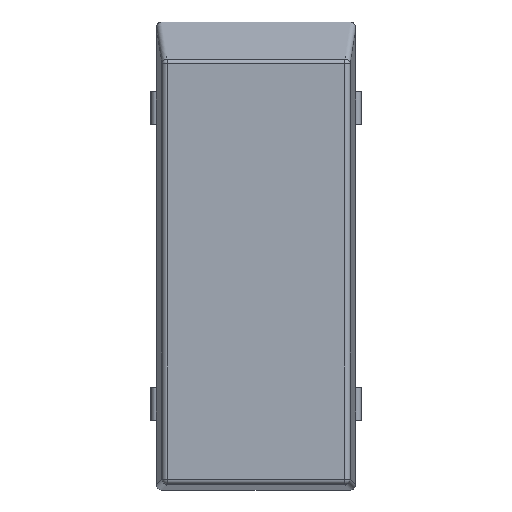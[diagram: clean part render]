
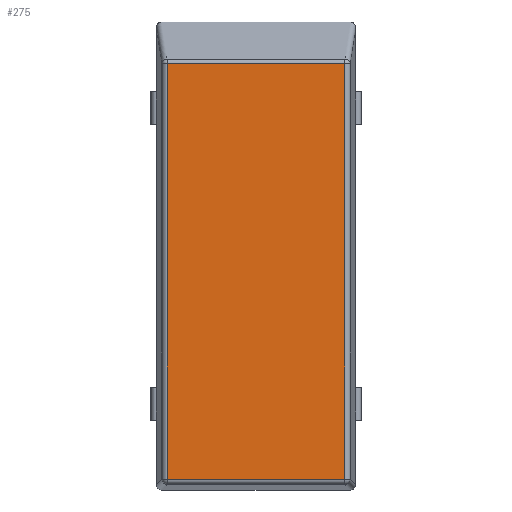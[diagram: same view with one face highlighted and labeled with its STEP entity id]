
A CAD part, top view. The second image highlights one B-rep face of the part: STEP entity #275.
In plain terms, the highlighted planar face has unit normal (0, 0, 1).
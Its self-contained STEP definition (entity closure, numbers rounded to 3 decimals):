
#49 = DIRECTION ( 'NONE',  ( 1., 0., 0. ) ) ;
#132 = VERTEX_POINT ( 'NONE', #3481 ) ;
#204 = EDGE_CURVE ( 'NONE', #3198, #622, #2805, .T. ) ;
#275 = ADVANCED_FACE ( 'NONE', ( #2751 ), #1090, .T. ) ;
#315 = EDGE_CURVE ( 'NONE', #132, #3198, #2835, .T. ) ;
#327 = DIRECTION ( 'NONE',  ( 0., -1., 0. ) ) ;
#351 = VERTEX_POINT ( 'NONE', #1540 ) ;
#622 = VERTEX_POINT ( 'NONE', #1270 ) ;
#629 = CARTESIAN_POINT ( 'NONE',  ( 0., 0., 2.5 ) ) ;
#885 = CARTESIAN_POINT ( 'NONE',  ( 1.649, 0., 2.5 ) ) ;
#1090 = PLANE ( 'NONE',  #3461 ) ;
#1270 = CARTESIAN_POINT ( 'NONE',  ( 1.649, -4.149, 2.5 ) ) ;
#1317 = VECTOR ( 'NONE', #1689, 1000. ) ;
#1374 = EDGE_CURVE ( 'NONE', #622, #351, #3451, .T. ) ;
#1476 = VECTOR ( 'NONE', #327, 1000. ) ;
#1540 = CARTESIAN_POINT ( 'NONE',  ( 1.649, 3.571, 2.5 ) ) ;
#1615 = DIRECTION ( 'NONE',  ( 1., 0., 0. ) ) ;
#1689 = DIRECTION ( 'NONE',  ( -1., 0., 0. ) ) ;
#1809 = EDGE_LOOP ( 'NONE', ( #1842, #3045, #3120, #2648 ) ) ;
#1842 = ORIENTED_EDGE ( 'NONE', *, *, #1981, .T. ) ;
#1862 = CARTESIAN_POINT ( 'NONE',  ( -1.649, -4.149, 2.5 ) ) ;
#1921 = VECTOR ( 'NONE', #1615, 1000. ) ;
#1981 = EDGE_CURVE ( 'NONE', #351, #132, #3603, .T. ) ;
#2304 = VECTOR ( 'NONE', #2340, 1000. ) ;
#2340 = DIRECTION ( 'NONE',  ( 0., 1., 0. ) ) ;
#2648 = ORIENTED_EDGE ( 'NONE', *, *, #1374, .T. ) ;
#2751 = FACE_OUTER_BOUND ( 'NONE', #1809, .T. ) ;
#2758 = CARTESIAN_POINT ( 'NONE',  ( 0., 3.571, 2.5 ) ) ;
#2805 = LINE ( 'NONE', #3001, #1921 ) ;
#2835 = LINE ( 'NONE', #3127, #1476 ) ;
#3001 = CARTESIAN_POINT ( 'NONE',  ( 0., -4.149, 2.5 ) ) ;
#3045 = ORIENTED_EDGE ( 'NONE', *, *, #315, .T. ) ;
#3120 = ORIENTED_EDGE ( 'NONE', *, *, #204, .T. ) ;
#3127 = CARTESIAN_POINT ( 'NONE',  ( -1.649, 0., 2.5 ) ) ;
#3198 = VERTEX_POINT ( 'NONE', #1862 ) ;
#3445 = DIRECTION ( 'NONE',  ( 0., 0., 1. ) ) ;
#3451 = LINE ( 'NONE', #885, #2304 ) ;
#3461 = AXIS2_PLACEMENT_3D ( 'NONE', #629, #3445, #49 ) ;
#3481 = CARTESIAN_POINT ( 'NONE',  ( -1.649, 3.571, 2.5 ) ) ;
#3603 = LINE ( 'NONE', #2758, #1317 ) ;
